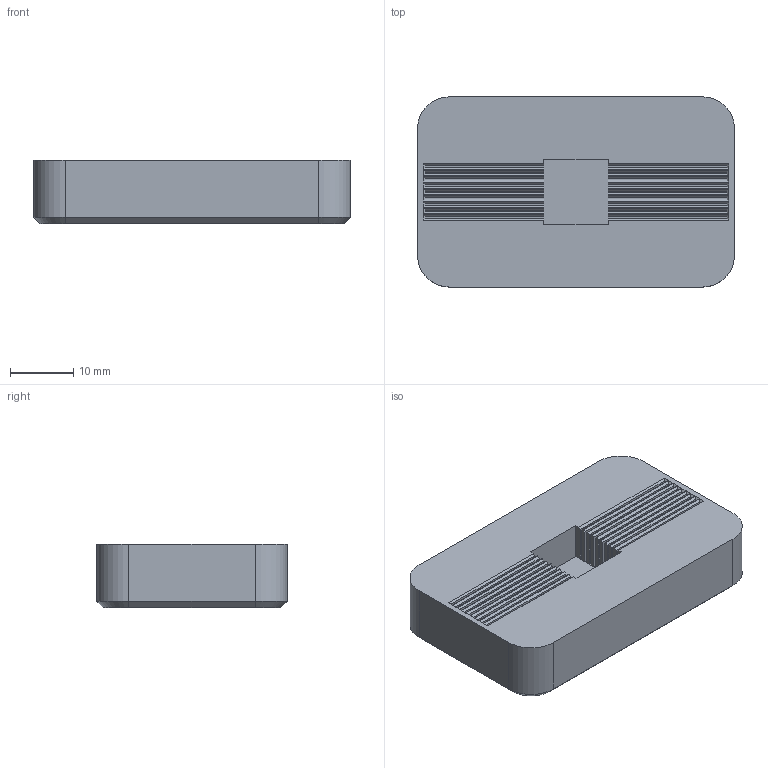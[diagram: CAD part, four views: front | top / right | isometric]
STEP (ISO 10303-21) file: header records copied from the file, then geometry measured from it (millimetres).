
FILE_DESCRIPTION(('HOOPS Exchange Step'),'2;1');
FILE_NAME('temp_export','2026-01-20T19:21:20+19:00',('hnzxdv'),('Shapr3D Limited'),'HOOPS Exchange 2025.7','Shapr3D','Authorized');
FILE_SCHEMA( ('AP242_MANAGED_MODEL_BASED_3D_ENGINEERING_MIM_LF {1 0 10303 442 1 1 4}') );
Length unit declared in the file: millimetre
Products named in the file (1): root
Bounding box: 50 x 30 x 10 mm (x, y, z)
Volume: 13449.8 mm3; surface area: 8545.7 mm2
Topology: 1 solids, 1 shells, 149 faces, 394 edges, 248 vertices
Faces by surface type: plane 141, cylinder 4, cone 4
Entity records: 4504 total; most frequent: CARTESIAN_POINT 793, ORIENTED_EDGE 788, DIRECTION 708, EDGE_CURVE 394, VECTOR 382, LINE 382, VERTEX_POINT 248, AXIS2_PLACEMENT_3D 163
